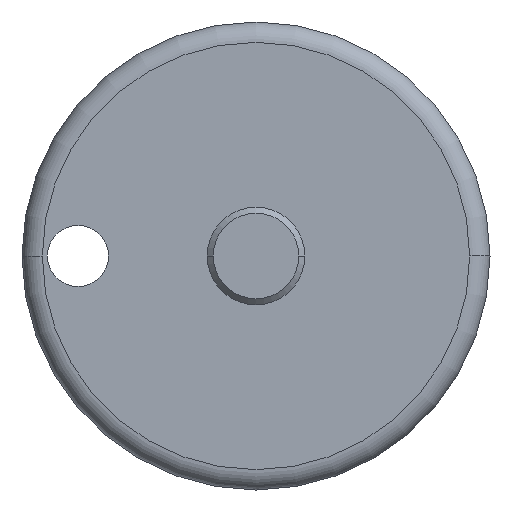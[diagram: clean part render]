
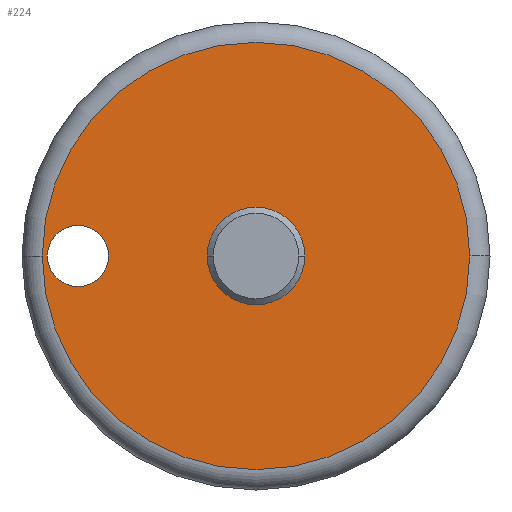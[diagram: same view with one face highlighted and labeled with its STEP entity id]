
A CAD part, left-side view. The second image highlights one B-rep face of the part: STEP entity #224.
In plain terms, the highlighted planar face has unit normal (-1, 0, 0).
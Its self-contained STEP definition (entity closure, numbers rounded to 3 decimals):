
#9 = CARTESIAN_POINT ( 'NONE',  ( -72.681, 0.721, 0. ) ) ;
#27 = ORIENTED_EDGE ( 'NONE', *, *, #85, .T. ) ;
#36 = ORIENTED_EDGE ( 'NONE', *, *, #122, .T. ) ;
#37 = FACE_OUTER_BOUND ( 'NONE', #678, .T. ) ;
#70 = DIRECTION ( 'NONE',  ( -1., 0., 0. ) ) ;
#78 = DIRECTION ( 'NONE',  ( 0., 1., 0. ) ) ;
#85 = EDGE_CURVE ( 'NONE', #672, #1022, #343, .T. ) ;
#89 = CIRCLE ( 'NONE', #323, 10.5 ) ;
#95 = DIRECTION ( 'NONE',  ( 1., 0., 0. ) ) ;
#122 = EDGE_CURVE ( 'NONE', #923, #1033, #717, .T. ) ;
#136 = CARTESIAN_POINT ( 'NONE',  ( -72.681, 12.221, 0. ) ) ;
#173 = CARTESIAN_POINT ( 'NONE',  ( -72.681, 9.471, 0. ) ) ;
#176 = DIRECTION ( 'NONE',  ( 0., 1., 0. ) ) ;
#182 = CARTESIAN_POINT ( 'NONE',  ( -72.681, 0.721, 0. ) ) ;
#203 = CARTESIAN_POINT ( 'NONE',  ( -72.681, 0.721, 0. ) ) ;
#224 = ADVANCED_FACE ( 'NONE', ( #773, #37, #424 ), #529, .F. ) ;
#238 = DIRECTION ( 'NONE',  ( -1., 0., 0. ) ) ;
#239 = DIRECTION ( 'NONE',  ( 0., -1., 0. ) ) ;
#285 = EDGE_LOOP ( 'NONE', ( #36, #338 ) ) ;
#295 = EDGE_CURVE ( 'NONE', #1032, #742, #409, .T. ) ;
#299 = ORIENTED_EDGE ( 'NONE', *, *, #524, .T. ) ;
#314 = DIRECTION ( 'NONE',  ( 0., -1., 0. ) ) ;
#323 = AXIS2_PLACEMENT_3D ( 'NONE', #948, #1025, #78 ) ;
#338 = ORIENTED_EDGE ( 'NONE', *, *, #585, .T. ) ;
#343 = CIRCLE ( 'NONE', #1041, 10.5 ) ;
#346 = AXIS2_PLACEMENT_3D ( 'NONE', #9, #636, #239 ) ;
#409 = CIRCLE ( 'NONE', #912, 2.4 ) ;
#424 = FACE_BOUND ( 'NONE', #673, .T. ) ;
#441 = CARTESIAN_POINT ( 'NONE',  ( -72.681, 3.121, 0. ) ) ;
#445 = CIRCLE ( 'NONE', #346, 2.4 ) ;
#455 = DIRECTION ( 'NONE',  ( 1., 0., 0. ) ) ;
#478 = CARTESIAN_POINT ( 'NONE',  ( -72.681, 9.471, 0. ) ) ;
#502 = CARTESIAN_POINT ( 'NONE',  ( -72.681, 11.221, 0. ) ) ;
#524 = EDGE_CURVE ( 'NONE', #1022, #672, #89, .T. ) ;
#529 = PLANE ( 'NONE',  #535 ) ;
#535 = AXIS2_PLACEMENT_3D ( 'NONE', #136, #591, #779 ) ;
#585 = EDGE_CURVE ( 'NONE', #1033, #923, #840, .T. ) ;
#591 = DIRECTION ( 'NONE',  ( 1., 0., 0. ) ) ;
#606 = DIRECTION ( 'NONE',  ( 0., 1., 0. ) ) ;
#636 = DIRECTION ( 'NONE',  ( -1., 0., 0. ) ) ;
#672 = VERTEX_POINT ( 'NONE', #767 ) ;
#673 = EDGE_LOOP ( 'NONE', ( #994, #693 ) ) ;
#678 = EDGE_LOOP ( 'NONE', ( #299, #27 ) ) ;
#693 = ORIENTED_EDGE ( 'NONE', *, *, #904, .F. ) ;
#717 = CIRCLE ( 'NONE', #829, 1.5 ) ;
#725 = AXIS2_PLACEMENT_3D ( 'NONE', #173, #95, #176 ) ;
#742 = VERTEX_POINT ( 'NONE', #441 ) ;
#743 = CARTESIAN_POINT ( 'NONE',  ( -72.681, -1.679, 0. ) ) ;
#767 = CARTESIAN_POINT ( 'NONE',  ( -72.681, -9.779, 0. ) ) ;
#773 = FACE_BOUND ( 'NONE', #285, .T. ) ;
#779 = DIRECTION ( 'NONE',  ( 0., 1., 0. ) ) ;
#797 = DIRECTION ( 'NONE',  ( 0., 1., 0. ) ) ;
#829 = AXIS2_PLACEMENT_3D ( 'NONE', #478, #455, #797 ) ;
#840 = CIRCLE ( 'NONE', #725, 1.5 ) ;
#842 = CARTESIAN_POINT ( 'NONE',  ( -72.681, 7.971, 0. ) ) ;
#904 = EDGE_CURVE ( 'NONE', #742, #1032, #445, .T. ) ;
#912 = AXIS2_PLACEMENT_3D ( 'NONE', #182, #238, #314 ) ;
#923 = VERTEX_POINT ( 'NONE', #1002 ) ;
#948 = CARTESIAN_POINT ( 'NONE',  ( -72.681, 0.721, 0. ) ) ;
#994 = ORIENTED_EDGE ( 'NONE', *, *, #295, .F. ) ;
#1002 = CARTESIAN_POINT ( 'NONE',  ( -72.681, 10.971, 0. ) ) ;
#1022 = VERTEX_POINT ( 'NONE', #502 ) ;
#1025 = DIRECTION ( 'NONE',  ( -1., 0., 0. ) ) ;
#1032 = VERTEX_POINT ( 'NONE', #743 ) ;
#1033 = VERTEX_POINT ( 'NONE', #842 ) ;
#1041 = AXIS2_PLACEMENT_3D ( 'NONE', #203, #70, #606 ) ;
